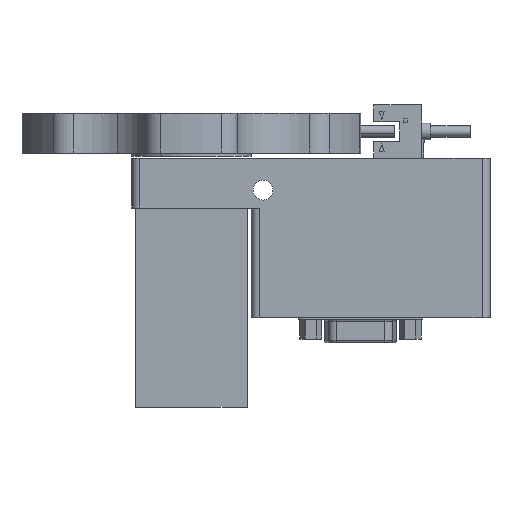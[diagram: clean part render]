
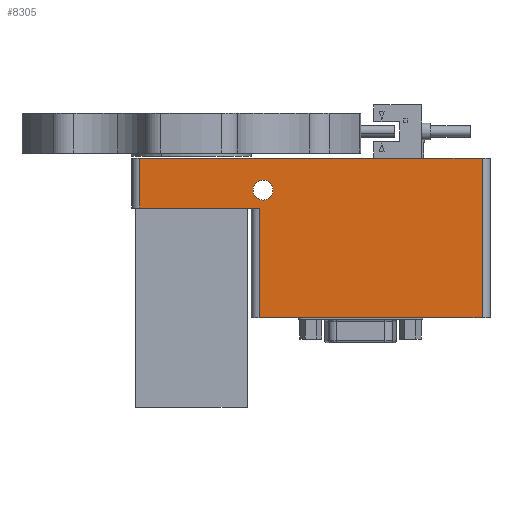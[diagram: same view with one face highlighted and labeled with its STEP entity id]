
A CAD part, left-side view. The second image highlights one B-rep face of the part: STEP entity #8305.
In plain terms, the highlighted planar face has unit normal (-1, 0, 0).
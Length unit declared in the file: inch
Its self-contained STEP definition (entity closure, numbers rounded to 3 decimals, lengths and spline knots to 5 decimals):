
#466 = EDGE_CURVE ( 'NONE', #11255, #4359, #7184, .T. ) ;
#482 = LINE ( 'NONE', #12795, #2226 ) ;
#569 = DIRECTION ( 'NONE',  ( 0., 0., 1. ) ) ;
#714 = EDGE_CURVE ( 'NONE', #3702, #12954, #12235, .T. ) ;
#719 = CARTESIAN_POINT ( 'NONE',  ( -0.59055, 0.51181, 6.06351 ) ) ;
#755 = ORIENTED_EDGE ( 'NONE', *, *, #2125, .T. ) ;
#1220 = AXIS2_PLACEMENT_3D ( 'NONE', #1337, #16967, #14113 ) ;
#1337 = CARTESIAN_POINT ( 'NONE',  ( -0.59055, -2.95276, 6.55564 ) ) ;
#1487 = CARTESIAN_POINT ( 'NONE',  ( -0.59055, -0.70866, 6.3391 ) ) ;
#1793 = VECTOR ( 'NONE', #3962, 39.37008 ) ;
#2125 = EDGE_CURVE ( 'NONE', #4359, #11255, #9929, .T. ) ;
#2226 = VECTOR ( 'NONE', #17123, 39.37008 ) ;
#2361 = ORIENTED_EDGE ( 'NONE', *, *, #17391, .T. ) ;
#2505 = DIRECTION ( 'NONE',  ( 0., -1., 0. ) ) ;
#2602 = AXIS2_PLACEMENT_3D ( 'NONE', #5722, #11591, #13062 ) ;
#2897 = FACE_BOUND ( 'NONE', #15550, .T. ) ;
#2959 = VERTEX_POINT ( 'NONE', #4410 ) ;
#3142 = ORIENTED_EDGE ( 'NONE', *, *, #466, .T. ) ;
#3412 = VECTOR ( 'NONE', #13684, 39.37008 ) ;
#3702 = VERTEX_POINT ( 'NONE', #5218 ) ;
#3803 = VERTEX_POINT ( 'NONE', #14382 ) ;
#3962 = DIRECTION ( 'NONE',  ( 0., -1., 0. ) ) ;
#4359 = VERTEX_POINT ( 'NONE', #1487 ) ;
#4410 = CARTESIAN_POINT ( 'NONE',  ( -0.59055, 0.51181, 6.55564 ) ) ;
#4613 = CARTESIAN_POINT ( 'NONE',  ( -0.59055, -2.87402, 6.55564 ) ) ;
#5218 = CARTESIAN_POINT ( 'NONE',  ( -0.59055, -0.66929, 6.06351 ) ) ;
#5722 = CARTESIAN_POINT ( 'NONE',  ( -0.59055, -0.70866, 6.24068 ) ) ;
#5786 = VERTEX_POINT ( 'NONE', #719 ) ;
#5824 = EDGE_CURVE ( 'NONE', #2959, #5786, #15057, .T. ) ;
#5875 = CARTESIAN_POINT ( 'NONE',  ( -0.59055, -2.95276, 4.98083 ) ) ;
#6201 = CARTESIAN_POINT ( 'NONE',  ( -0.59055, -0.70866, 6.14225 ) ) ;
#6517 = EDGE_CURVE ( 'NONE', #12954, #3803, #7072, .T. ) ;
#7072 = LINE ( 'NONE', #5875, #16051 ) ;
#7184 = CIRCLE ( 'NONE', #13953, 0.09843 ) ;
#8305 = ADVANCED_FACE ( 'NONE', ( #2897, #8509 ), #9965, .F. ) ;
#8342 = CARTESIAN_POINT ( 'NONE',  ( -0.59055, 0.51181, 6.06351 ) ) ;
#8508 = CARTESIAN_POINT ( 'NONE',  ( -0.59055, -2.87402, 6.55564 ) ) ;
#8509 = FACE_OUTER_BOUND ( 'NONE', #9131, .T. ) ;
#8902 = EDGE_CURVE ( 'NONE', #5786, #3702, #14075, .T. ) ;
#9131 = EDGE_LOOP ( 'NONE', ( #13205, #13365, #11242, #2361, #13932, #9182 ) ) ;
#9182 = ORIENTED_EDGE ( 'NONE', *, *, #5824, .T. ) ;
#9730 = DIRECTION ( 'NONE',  ( 0., 0., -1. ) ) ;
#9929 = CIRCLE ( 'NONE', #2602, 0.09843 ) ;
#9931 = CARTESIAN_POINT ( 'NONE',  ( -0.59055, -0.70866, 6.24068 ) ) ;
#9965 = PLANE ( 'NONE',  #1220 ) ;
#10137 = VECTOR ( 'NONE', #9730, 39.37008 ) ;
#10664 = VERTEX_POINT ( 'NONE', #8508 ) ;
#11242 = ORIENTED_EDGE ( 'NONE', *, *, #6517, .T. ) ;
#11255 = VERTEX_POINT ( 'NONE', #6201 ) ;
#11591 = DIRECTION ( 'NONE',  ( 1., 0., 0. ) ) ;
#12235 = LINE ( 'NONE', #15170, #10137 ) ;
#12687 = CARTESIAN_POINT ( 'NONE',  ( -0.59055, -2.95276, 6.06351 ) ) ;
#12795 = CARTESIAN_POINT ( 'NONE',  ( -0.59055, -2.95276, 6.55564 ) ) ;
#12942 = CARTESIAN_POINT ( 'NONE',  ( -0.59055, -0.66929, 4.98083 ) ) ;
#12954 = VERTEX_POINT ( 'NONE', #12942 ) ;
#13062 = DIRECTION ( 'NONE',  ( 0., 0., -1. ) ) ;
#13205 = ORIENTED_EDGE ( 'NONE', *, *, #8902, .T. ) ;
#13335 = LINE ( 'NONE', #4613, #14247 ) ;
#13365 = ORIENTED_EDGE ( 'NONE', *, *, #714, .T. ) ;
#13684 = DIRECTION ( 'NONE',  ( 0., 0., -1. ) ) ;
#13932 = ORIENTED_EDGE ( 'NONE', *, *, #14670, .F. ) ;
#13953 = AXIS2_PLACEMENT_3D ( 'NONE', #9931, #15552, #15736 ) ;
#14075 = LINE ( 'NONE', #12687, #1793 ) ;
#14113 = DIRECTION ( 'NONE',  ( 0., 0., -1. ) ) ;
#14247 = VECTOR ( 'NONE', #569, 39.37008 ) ;
#14382 = CARTESIAN_POINT ( 'NONE',  ( -0.59055, -2.87402, 4.98083 ) ) ;
#14670 = EDGE_CURVE ( 'NONE', #2959, #10664, #482, .T. ) ;
#15057 = LINE ( 'NONE', #8342, #3412 ) ;
#15170 = CARTESIAN_POINT ( 'NONE',  ( -0.59055, -0.66929, 6.55564 ) ) ;
#15550 = EDGE_LOOP ( 'NONE', ( #3142, #755 ) ) ;
#15552 = DIRECTION ( 'NONE',  ( 1., 0., 0. ) ) ;
#15736 = DIRECTION ( 'NONE',  ( 0., 0., -1. ) ) ;
#16051 = VECTOR ( 'NONE', #2505, 39.37008 ) ;
#16967 = DIRECTION ( 'NONE',  ( 1., 0., 0. ) ) ;
#17123 = DIRECTION ( 'NONE',  ( 0., -1., 0. ) ) ;
#17391 = EDGE_CURVE ( 'NONE', #3803, #10664, #13335, .T. ) ;
